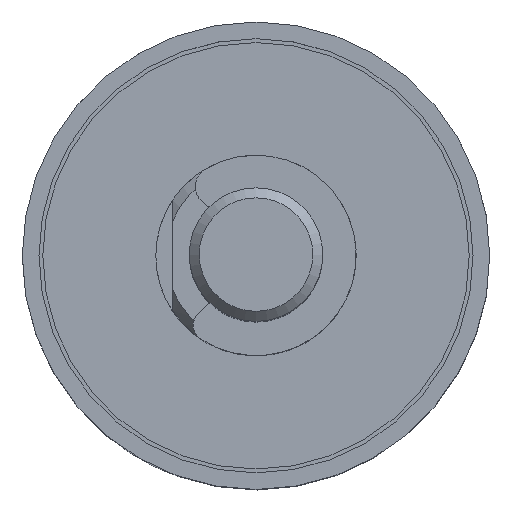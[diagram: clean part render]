
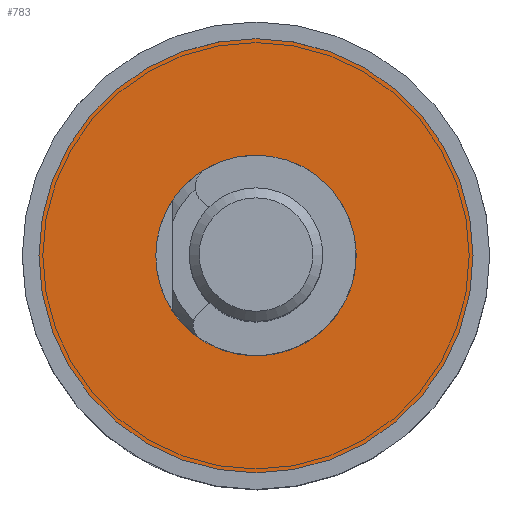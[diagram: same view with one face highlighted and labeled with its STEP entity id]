
A CAD part, top view. The second image highlights one B-rep face of the part: STEP entity #783.
In plain terms, the highlighted planar face has unit normal (0, 0, 1).
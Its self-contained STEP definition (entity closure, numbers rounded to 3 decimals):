
#216 = VERTEX_POINT ( 'NONE', #5224 ) ;
#275 = CARTESIAN_POINT ( 'NONE',  ( 3., 0., 0.5 ) ) ;
#350 = EDGE_CURVE ( 'NONE', #216, #216, #3534, .T. ) ;
#783 = ADVANCED_FACE ( 'NONE', ( #2556, #7888 ), #3082, .T. ) ;
#949 = DIRECTION ( 'NONE',  ( 1., 0., 0. ) ) ;
#2086 = EDGE_CURVE ( 'NONE', #5518, #5518, #4496, .T. ) ;
#2556 = FACE_BOUND ( 'NONE', #3704, .T. ) ;
#3082 = PLANE ( 'NONE',  #4035 ) ;
#3147 = DIRECTION ( 'NONE',  ( 0., 0., 1. ) ) ;
#3534 = CIRCLE ( 'NONE', #5955, 6.5 ) ;
#3704 = EDGE_LOOP ( 'NONE', ( #7012 ) ) ;
#3873 = EDGE_LOOP ( 'NONE', ( #4413 ) ) ;
#4035 = AXIS2_PLACEMENT_3D ( 'NONE', #275, #3147, #949 ) ;
#4413 = ORIENTED_EDGE ( 'NONE', *, *, #350, .T. ) ;
#4496 = CIRCLE ( 'NONE', #8919, 3. ) ;
#4805 = DIRECTION ( 'NONE',  ( -1., 0., 0. ) ) ;
#5224 = CARTESIAN_POINT ( 'NONE',  ( 6.5, 0., 0.5 ) ) ;
#5358 = DIRECTION ( 'NONE',  ( 0., 0., 1. ) ) ;
#5518 = VERTEX_POINT ( 'NONE', #8647 ) ;
#5955 = AXIS2_PLACEMENT_3D ( 'NONE', #6185, #5358, #7455 ) ;
#6185 = CARTESIAN_POINT ( 'NONE',  ( 0., 0., 0.5 ) ) ;
#7012 = ORIENTED_EDGE ( 'NONE', *, *, #2086, .T. ) ;
#7455 = DIRECTION ( 'NONE',  ( 1., 0., 0. ) ) ;
#7888 = FACE_OUTER_BOUND ( 'NONE', #3873, .T. ) ;
#8085 = CARTESIAN_POINT ( 'NONE',  ( 0., 0., 0.5 ) ) ;
#8647 = CARTESIAN_POINT ( 'NONE',  ( -3., 0., 0.5 ) ) ;
#8777 = DIRECTION ( 'NONE',  ( 0., 0., -1. ) ) ;
#8919 = AXIS2_PLACEMENT_3D ( 'NONE', #8085, #8777, #4805 ) ;
